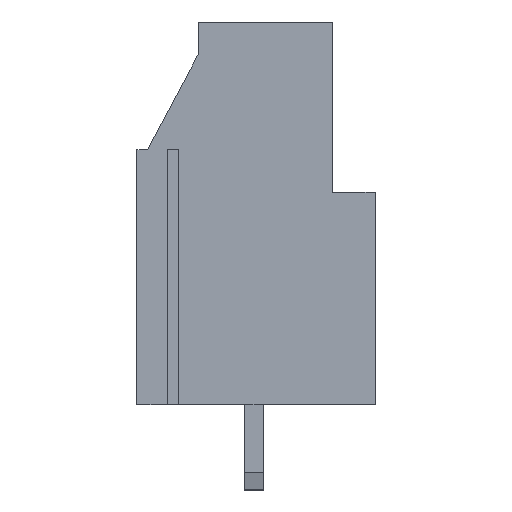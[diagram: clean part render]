
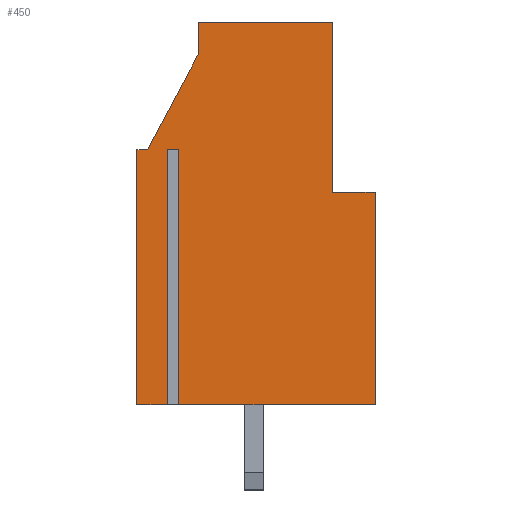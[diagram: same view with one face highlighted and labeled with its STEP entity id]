
A CAD part, front view. The second image highlights one B-rep face of the part: STEP entity #450.
In plain terms, the highlighted planar face has unit normal (0, -1, 0).
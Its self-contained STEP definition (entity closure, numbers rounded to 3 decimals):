
#450 = ADVANCED_FACE( '', ( #867 ), #868, .F. );
#867 = FACE_OUTER_BOUND( '', #1268, .T. );
#868 = PLANE( '', #1269 );
#1268 = EDGE_LOOP( '', ( #2440, #2441, #2442, #2443, #2444, #2445, #2446, #2447, #2448, #2449, #2450, #2451, #2452 ) );
#1269 = AXIS2_PLACEMENT_3D( '', #2453, #2454, #2455 );
#2440 = ORIENTED_EDGE( '', *, *, #2856, .F. );
#2441 = ORIENTED_EDGE( '', *, *, #3021, .T. );
#2442 = ORIENTED_EDGE( '', *, *, #2563, .F. );
#2443 = ORIENTED_EDGE( '', *, *, #3018, .F. );
#2444 = ORIENTED_EDGE( '', *, *, #2597, .F. );
#2445 = ORIENTED_EDGE( '', *, *, #2736, .T. );
#2446 = ORIENTED_EDGE( '', *, *, #2746, .T. );
#2447 = ORIENTED_EDGE( '', *, *, #2777, .F. );
#2448 = ORIENTED_EDGE( '', *, *, #2977, .F. );
#2449 = ORIENTED_EDGE( '', *, *, #3028, .F. );
#2450 = ORIENTED_EDGE( '', *, *, #2741, .T. );
#2451 = ORIENTED_EDGE( '', *, *, #2887, .T. );
#2452 = ORIENTED_EDGE( '', *, *, #3032, .F. );
#2453 = CARTESIAN_POINT( '', ( 12.134, -2.5, 19.8 ) );
#2454 = DIRECTION( '', ( 0., 1., 0. ) );
#2455 = DIRECTION( '', ( 1., 0., 0. ) );
#2563 = EDGE_CURVE( '', #3067, #3068, #3069, .T. );
#2597 = EDGE_CURVE( '', #3127, #3128, #3129, .T. );
#2736 = EDGE_CURVE( '', #3127, #3361, #3363, .T. );
#2741 = EDGE_CURVE( '', #3370, #3368, #3371, .T. );
#2746 = EDGE_CURVE( '', #3361, #3377, #3379, .T. );
#2777 = EDGE_CURVE( '', #3429, #3377, #3431, .T. );
#2856 = EDGE_CURVE( '', #3551, #3547, #3553, .T. );
#2887 = EDGE_CURVE( '', #3368, #3597, #3599, .T. );
#2977 = EDGE_CURVE( '', #3709, #3429, #3710, .T. );
#3018 = EDGE_CURVE( '', #3128, #3067, #3754, .T. );
#3021 = EDGE_CURVE( '', #3551, #3068, #3757, .T. );
#3028 = EDGE_CURVE( '', #3370, #3709, #3764, .T. );
#3032 = EDGE_CURVE( '', #3547, #3597, #3768, .T. );
#3067 = VERTEX_POINT( '', #3812 );
#3068 = VERTEX_POINT( '', #3813 );
#3069 = LINE( '', #3814, #3815 );
#3127 = VERTEX_POINT( '', #3897 );
#3128 = VERTEX_POINT( '', #3898 );
#3129 = LINE( '', #3899, #3900 );
#3361 = VERTEX_POINT( '', #4233 );
#3363 = LINE( '', #4236, #4237 );
#3368 = VERTEX_POINT( '', #4244 );
#3370 = VERTEX_POINT( '', #4247 );
#3371 = LINE( '', #4248, #4249 );
#3377 = VERTEX_POINT( '', #4256 );
#3379 = LINE( '', #4259, #4260 );
#3429 = VERTEX_POINT( '', #4332 );
#3431 = LINE( '', #4335, #4336 );
#3547 = VERTEX_POINT( '', #4506 );
#3551 = VERTEX_POINT( '', #4512 );
#3553 = LINE( '', #4515, #4516 );
#3597 = VERTEX_POINT( '', #4582 );
#3599 = LINE( '', #4585, #4586 );
#3709 = VERTEX_POINT( '', #4755 );
#3710 = LINE( '', #4756, #4757 );
#3754 = LINE( '', #4824, #4825 );
#3757 = LINE( '', #4828, #4829 );
#3764 = LINE( '', #4838, #4839 );
#3768 = LINE( '', #4844, #4845 );
#3812 = CARTESIAN_POINT( '', ( 2.9, -2.5, 16.5 ) );
#3813 = CARTESIAN_POINT( '', ( 2.9, -2.5, 18. ) );
#3814 = CARTESIAN_POINT( '', ( 2.9, -2.5, -1. ) );
#3815 = VECTOR( '', #4868, 1000. );
#3897 = CARTESIAN_POINT( '', ( 0., -2.5, 12. ) );
#3898 = CARTESIAN_POINT( '', ( 0.5, -2.5, 12. ) );
#3899 = CARTESIAN_POINT( '', ( 5.35, -2.5, 12. ) );
#3900 = VECTOR( '', #4899, 1000. );
#4233 = CARTESIAN_POINT( '', ( 0., -2.5, 0. ) );
#4236 = CARTESIAN_POINT( '', ( 0., -2.5, -1. ) );
#4237 = VECTOR( '', #5032, 1000. );
#4244 = CARTESIAN_POINT( '', ( 11.2, -2.5, 0. ) );
#4247 = CARTESIAN_POINT( '', ( 1.977, -2.5, 0. ) );
#4248 = CARTESIAN_POINT( '', ( 5.35, -2.5, 0. ) );
#4249 = VECTOR( '', #5036, 1000. );
#4256 = CARTESIAN_POINT( '', ( 1.423, -2.5, 0. ) );
#4259 = CARTESIAN_POINT( '', ( 5.35, -2.5, 0. ) );
#4260 = VECTOR( '', #5045, 1000. );
#4332 = CARTESIAN_POINT( '', ( 1.423, -2.5, 12. ) );
#4335 = CARTESIAN_POINT( '', ( 1.423, -2.5, -1. ) );
#4336 = VECTOR( '', #5072, 1000. );
#4506 = CARTESIAN_POINT( '', ( 9.2, -2.5, 10. ) );
#4512 = CARTESIAN_POINT( '', ( 9.2, -2.5, 18. ) );
#4515 = CARTESIAN_POINT( '', ( 9.2, -2.5, 18. ) );
#4516 = VECTOR( '', #5142, 1000. );
#4582 = CARTESIAN_POINT( '', ( 11.2, -2.5, 10. ) );
#4585 = CARTESIAN_POINT( '', ( 11.2, -2.5, -1. ) );
#4586 = VECTOR( '', #5172, 1000. );
#4755 = CARTESIAN_POINT( '', ( 1.977, -2.5, 12. ) );
#4756 = CARTESIAN_POINT( '', ( 5.35, -2.5, 12. ) );
#4757 = VECTOR( '', #5235, 1000. );
#4824 = CARTESIAN_POINT( '', ( -6.433, -2.5, -1. ) );
#4825 = VECTOR( '', #5262, 1000. );
#4828 = CARTESIAN_POINT( '', ( 5.35, -2.5, 18. ) );
#4829 = VECTOR( '', #5263, 1000. );
#4838 = CARTESIAN_POINT( '', ( 1.977, -2.5, -1. ) );
#4839 = VECTOR( '', #5266, 1000. );
#4844 = CARTESIAN_POINT( '', ( 9.038, -2.5, 10. ) );
#4845 = VECTOR( '', #5268, 1000. );
#4868 = DIRECTION( '', ( 0., 0., 1. ) );
#4899 = DIRECTION( '', ( 1., 0., 0. ) );
#5032 = DIRECTION( '', ( 0., 0., -1. ) );
#5036 = DIRECTION( '', ( 1., 0., 0. ) );
#5045 = DIRECTION( '', ( 1., 0., 0. ) );
#5072 = DIRECTION( '', ( 0., 0., -1. ) );
#5142 = DIRECTION( '', ( 0., 0., -1. ) );
#5172 = DIRECTION( '', ( 0., 0., 1. ) );
#5235 = DIRECTION( '', ( -1., 0., 0. ) );
#5262 = DIRECTION( '', ( 0.471, 0., 0.882 ) );
#5263 = DIRECTION( '', ( -1., 0., 0. ) );
#5266 = DIRECTION( '', ( 0., 0., 1. ) );
#5268 = DIRECTION( '', ( 1., 0., 0. ) );
